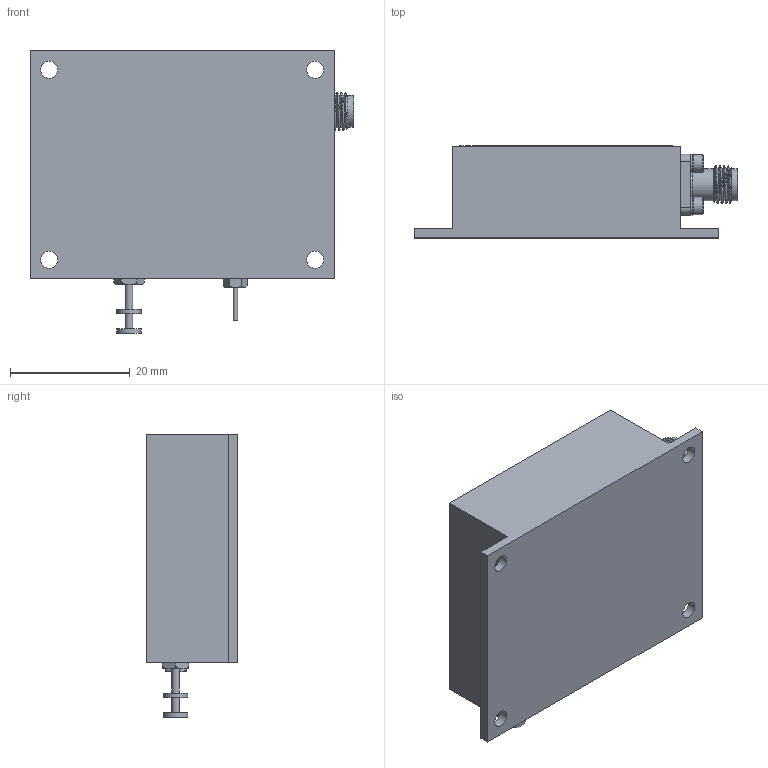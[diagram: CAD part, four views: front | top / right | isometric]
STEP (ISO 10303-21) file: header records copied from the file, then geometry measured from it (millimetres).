
FILE_DESCRIPTION (( 'STEP AP203' ), '1' );
FILE_NAME ('PE19XR1003_3D.step', '2021-02-02T19:02:39', ( '' ), ( '' ), 'SwSTEP 2.0', 'SolidWorks 2018', '' );
FILE_SCHEMA (( 'CONFIG_CONTROL_DESIGN' ));
Length unit declared in the file: inch
Products named in the file (1): PE19XR1003_3D
Bounding box: 54.1 x 15.37 x 47.24 mm (x, y, z)
Volume: 23340.7 mm3; surface area: 7136.8 mm2
Topology: 1 solids, 10 shells, 962 faces, 2497 edges, 1638 vertices
Faces by surface type: plane 537, bspline 253, cylinder 98, cone 73, torus 1
Full cylindrical faces by diameter (mm): 0.762 x1, 1.016 x1, 1.27 x3, 2.057 x4, 2.578 x4, 2.794 x4, 2.87 x4, 2.926 x4, 3.085 x4, 4.064 x2, 4.521 x1, 5.08 x1, 5.334 x2
Entity records: 47740 total; most frequent: CARTESIAN_POINT 26705, ORIENTED_EDGE 4830, DIRECTION 3272, EDGE_CURVE 2415, VERTEX_POINT 1611, VECTOR 1428, LINE 1428, EDGE_LOOP 1126
